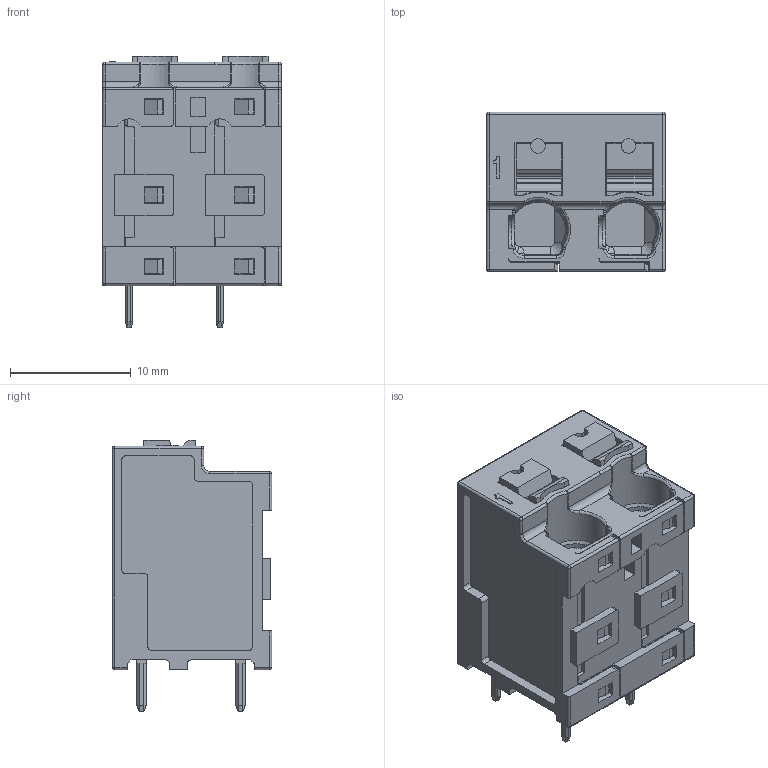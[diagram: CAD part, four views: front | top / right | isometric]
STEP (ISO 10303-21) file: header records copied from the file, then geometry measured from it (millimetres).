
FILE_DESCRIPTION(('CATIA V5 STEP Exchange','CAx-IF Rec.Pracs.--- Model Styling and Organization---1.5--- 2016-08-15','CAx-IF Rec.Pracs.---Supplemental Geometry---1.0---2011-11-01','CAx-IF Rec.Pracs.--- Composite Materials ---1.1---2010-07-15'),'2;1');
FILE_NAME ('2124190-2_0', '2025-12-02T14:32:15+00:00', ('none'), ('Weidmueller'), 'CATIA Version 5-6 Release 2024 SP4', 'CATIA V5 STEP AP214 v3', 'none');
FILE_SCHEMA(('AUTOMOTIVE_DESIGN { 1 0 10303 214 1 1 1 1 }'));
Length unit declared in the file: millimetre
Products named in the file (1): 3124680000
Bounding box: 14.8 x 13.2 x 22.5 mm (x, y, z)
Volume: 2526 mm3; surface area: 2883.8 mm2
Topology: 1 solids, 3 shells, 1021 faces, 2736 edges, 1760 vertices
Faces by surface type: plane 663, cylinder 177, bspline 85, extrusion 58, sphere 18, torus 12, cone 8
Entity records: 33984 total; most frequent: CARTESIAN_POINT 9777, ORIENTED_EDGE 5438, DIRECTION 3592, EDGE_CURVE 2719, VECTOR 1939, LINE 1881, VERTEX_POINT 1760, EDGE_LOOP 1097
